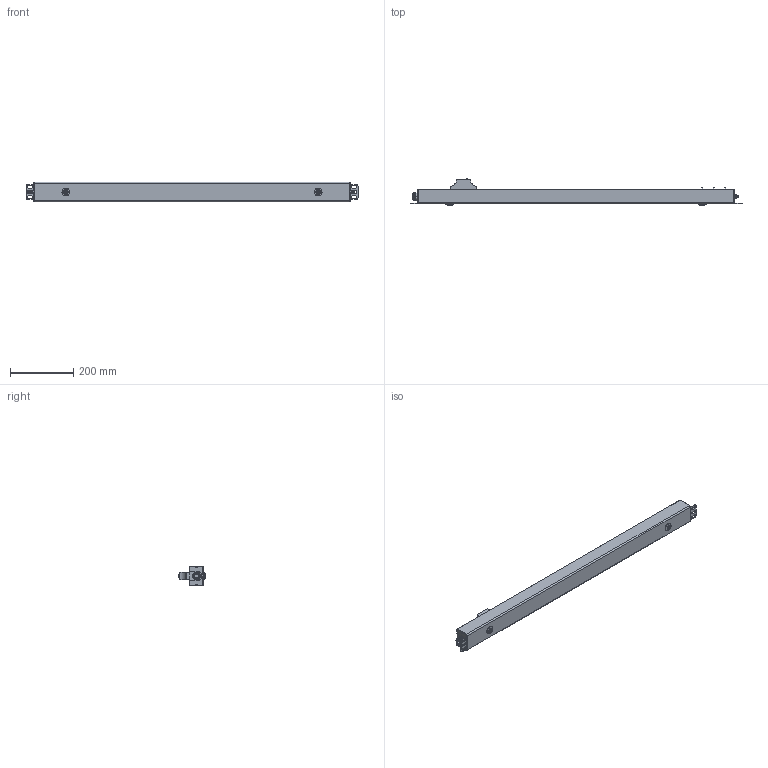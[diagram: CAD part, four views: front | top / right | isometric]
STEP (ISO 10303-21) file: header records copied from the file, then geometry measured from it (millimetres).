
FILE_DESCRIPTION((''),'2;1');
FILE_NAME('8-BS-PV12-15D-03C13-11_ASM','2023-01-29T',('ROG TT'),(''),'PRO/ENGINEER BY PARAMETRIC TECHNOLOGY CORPORATION, 2001280','PRO/ENGINEER BY PARAMETRIC TECHNOLOGY CORPORATION, 2001280','');
FILE_SCHEMA(('CONFIG_CONTROL_DESIGN'));
Length unit declared in the file: millimetre
Products named in the file (7): 8-BS-PV12-15D-03C13-11; M6_LUOMAO; PG11_SUOTOU1; GUOER_HULU; PG25_GUAER_1; GER_E; 8-BS-PV12-15D-03C13-11_ASM
Assembly tree (23 placements, depth 2):
  8-BS-PV12-15D-03C13-11_ASM
    8-BS-PV12-15D-03C13-11
    M6_LUOMAO  x2
    PG11_SUOTOU1
    GUOER_HULU  x2
    PG25_GUAER_1  x2
    GER_E  x15
Bounding box: 1052 x 86.9 x 62.5 mm (x, y, z)
Volume: 2528556.5 mm3; surface area: 327537.5 mm2
Topology: 23 solids, 23 shells, 1842 faces, 4720 edges, 3009 vertices
Faces by surface type: plane 958, cylinder 539, bspline 203, cone 78, torus 64
Entity records: 39211 total; most frequent: CARTESIAN_POINT 11673, ORIENTED_EDGE 5788, DIRECTION 5550, EDGE_CURVE 2894, VECTOR 1954, LINE 1954, VERTEX_POINT 1909, AXIS2_PLACEMENT_3D 1798
